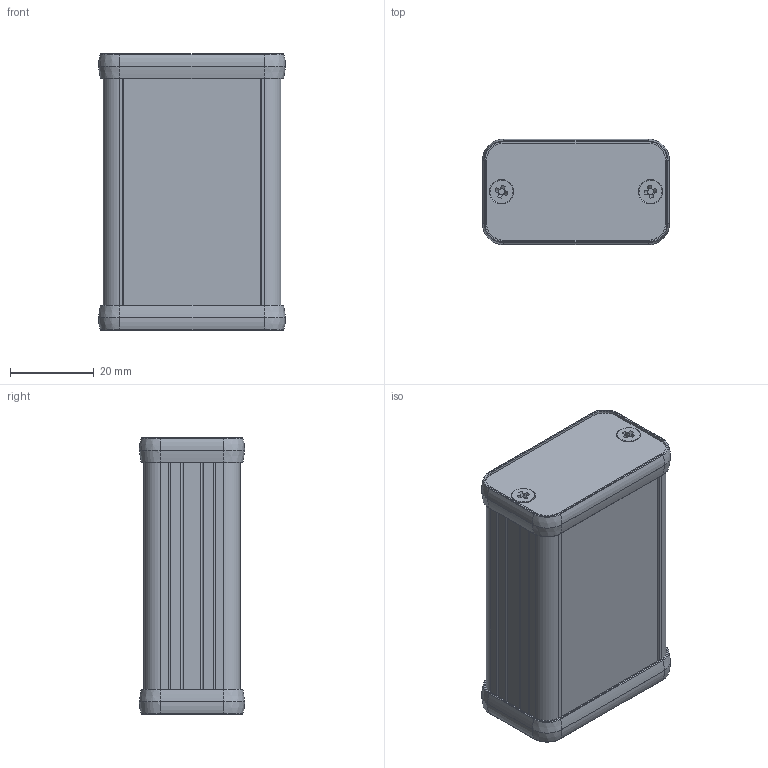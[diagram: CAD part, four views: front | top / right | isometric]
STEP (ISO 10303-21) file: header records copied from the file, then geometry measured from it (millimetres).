
FILE_DESCRIPTION((''),'2;1');
FILE_NAME('STEP''s\1455D602.stp','2013-02-25T13:51:14',('tfoster'),(''),'Autodesk Inventor 2013','Autodesk Inventor 2013','');
FILE_SCHEMA(('AUTOMOTIVE_DESIGN { 1 0 10303 214 1 1 1 1 }'));
Length unit declared in the file: millimetre
Products named in the file (4): 1455D602; Extrusion Tube w. Inlay 60mm; 1455 Black screw; Bezel Closed
Assembly tree (7 placements, depth 2):
  1455D602
    Extrusion Tube w. Inlay 60mm
    1455 Black screw  x4
    Bezel Closed  x2
Bounding box: 44.63 x 25.13 x 66 mm (x, y, z)
Volume: 18431.1 mm3; surface area: 24925.5 mm2
Topology: 7 solids, 7 shells, 334 faces, 868 edges, 556 vertices
Faces by surface type: cylinder 130, plane 120, cone 44, torus 24, bspline 16
Full cylindrical faces by diameter (mm): 3.5 x4, 3.81 x4
Entity records: 7170 total; most frequent: CARTESIAN_POINT 1411, DIRECTION 1270, ORIENTED_EDGE 1156, EDGE_CURVE 578, AXIS2_PLACEMENT_3D 481, VERTEX_POINT 378, VECTOR 308, LINE 308
